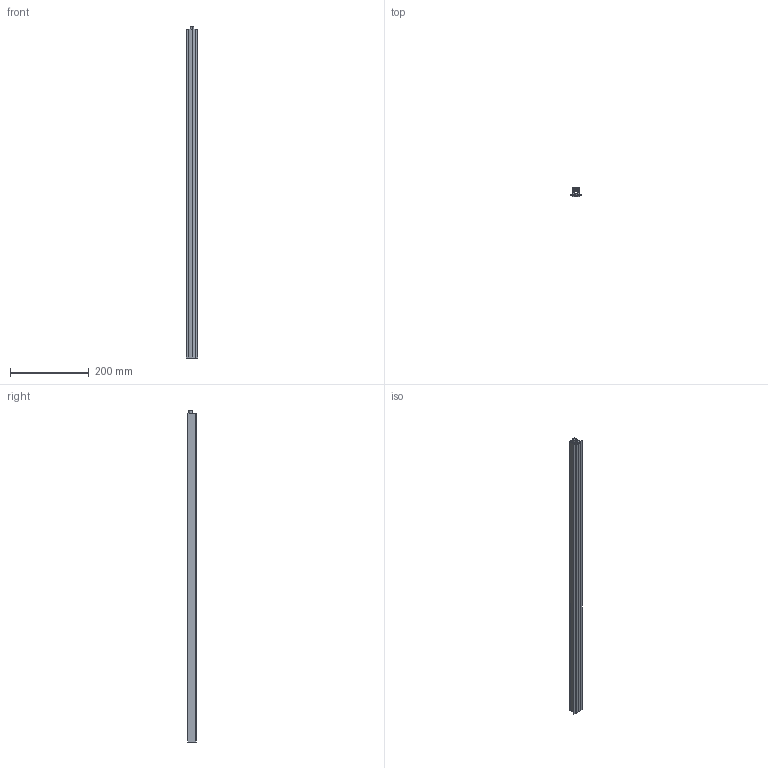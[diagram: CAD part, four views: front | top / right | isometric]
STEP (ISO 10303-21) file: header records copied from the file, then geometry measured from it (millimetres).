
FILE_DESCRIPTION (( 'STEP AP203' ), '1' );
FILE_NAME ('PU 835.STEP', '2025-02-28T13:02:37', ( '' ), ( '' ), 'SwSTEP 2.0', 'SolidWorks 2023', '' );
FILE_SCHEMA (( 'CONFIG_CONTROL_DESIGN' ));
Length unit declared in the file: millimetre
Products named in the file (4): Innengeometrie_20_835; Aussengehäuse PU_835; PU 835; Betätigungsteil_20
Assembly tree (3 placements, depth 2):
  PU 835
    Aussengehäuse PU_835
    Innengeometrie_20_835
    Betätigungsteil_20
Bounding box: 30.2 x 22.3 x 841 mm (x, y, z)
Volume: 183644.4 mm3; surface area: 264433.5 mm2
Topology: 16 solids, 16 shells, 603 faces, 1705 edges, 1136 vertices
Faces by surface type: plane 314, bspline 246, cylinder 41, torus 2
Entity records: 31572 total; most frequent: CARTESIAN_POINT 17005, ORIENTED_EDGE 3410, DIRECTION 2027, EDGE_CURVE 1705, VERTEX_POINT 1136, VECTOR 1125, LINE 1125, EDGE_LOOP 685
